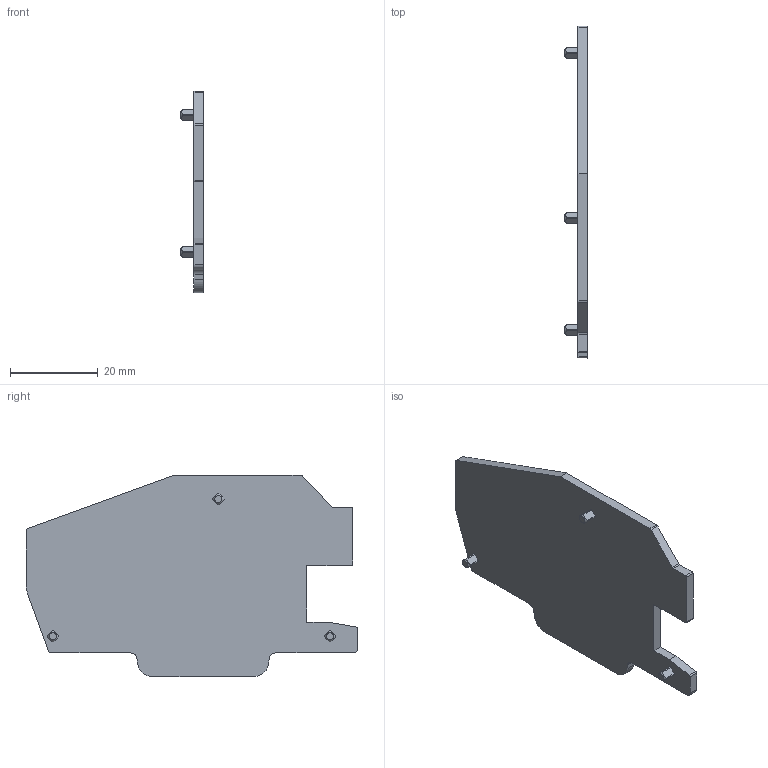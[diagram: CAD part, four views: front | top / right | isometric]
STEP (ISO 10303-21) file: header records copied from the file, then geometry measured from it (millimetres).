
FILE_DESCRIPTION(('CATIA V5 STEP Exchange','CAx-IF Rec.Pracs.--- Model Styling and Organization---1.4--- 2014-01-23'),'2;1');
FILE_NAME ('1117203-4_2', '2021-08-23T06:29:51+00:00', ('none'), ('Weidmueller'), 'CATIA Version 5-6 Release 2016 SP3 HF44', 'CATIA V5 STEP AP214', 'none');
FILE_SCHEMA(('AUTOMOTIVE_DESIGN { 1 0 10303 214 1 1 1 1 }'));
Length unit declared in the file: millimetre
Products named in the file (1): AEP_ITB_6_BB_NDT_BL_PLM001785
Bounding box: 5.1 x 75.44 x 45.78 mm (x, y, z)
Volume: 5751.7 mm3; surface area: 6009 mm2
Topology: 1 solids, 1 shells, 66 faces, 183 edges, 122 vertices
Faces by surface type: plane 34, cylinder 26, cone 6
Entity records: 2286 total; most frequent: CARTESIAN_POINT 550, ORIENTED_EDGE 366, DIRECTION 285, EDGE_CURVE 183, VERTEX_POINT 122, AXIS2_PLACEMENT_3D 113, VECTOR 107, LINE 107
